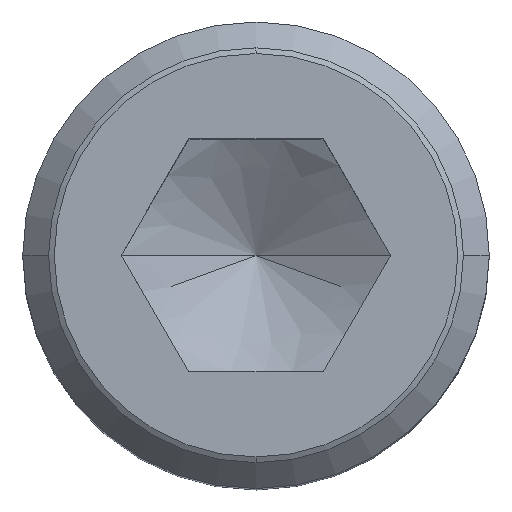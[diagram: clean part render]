
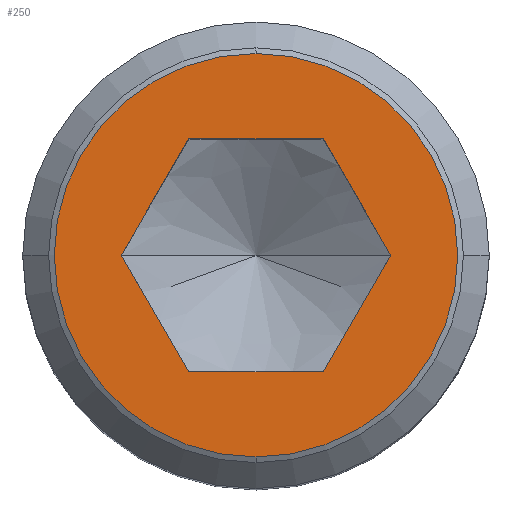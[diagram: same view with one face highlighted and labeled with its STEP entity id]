
A CAD part, top view. The second image highlights one B-rep face of the part: STEP entity #250.
In plain terms, the highlighted planar face has unit normal (0, 0, 1).
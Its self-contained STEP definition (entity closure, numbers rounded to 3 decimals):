
#134=VERTEX_POINT('',#352);
#144=EDGE_CURVE('',#206,#134,#363,.T.);
#170=VERTEX_POINT('',#392);
#172=EDGE_CURVE('',#170,#234,#394,.T.);
#176=VERTEX_POINT('',#398);
#180=EDGE_CURVE('',#176,#268,#402,.T.);
#206=VERTEX_POINT('',#432);
#210=EDGE_CURVE('',#268,#206,#437,.T.);
#234=VERTEX_POINT('',#463);
#238=VERTEX_POINT('',#467);
#244=VERTEX_POINT('',#474);
#250=ADVANCED_FACE('',(#480,#481),#482,.T.);
#252=EDGE_CURVE('',#238,#244,#484,.T.);
#268=VERTEX_POINT('',#502);
#278=EDGE_CURVE('',#134,#170,#513,.T.);
#308=EDGE_CURVE('',#234,#176,#547,.T.);
#310=EDGE_CURVE('',#244,#238,#549,.T.);
#352=CARTESIAN_POINT('',(3.464,6.,0.));
#363=LINE('',#609,#610);
#392=CARTESIAN_POINT('',(6.928,0.,0.));
#394=LINE('',#655,#656);
#398=CARTESIAN_POINT('',(-3.464,-6.,0.));
#402=LINE('',#669,#670);
#432=CARTESIAN_POINT('',(-3.464,6.,0.));
#437=LINE('',#721,#722);
#463=CARTESIAN_POINT('',(3.464,-6.,0.));
#467=CARTESIAN_POINT('',(0.,10.376,0.));
#474=CARTESIAN_POINT('',(0.,-10.376,0.));
#480=FACE_BOUND('',#775,.T.);
#481=FACE_OUTER_BOUND('',#776,.T.);
#482=PLANE('',#777);
#484=CIRCLE('',#780,10.376);
#502=CARTESIAN_POINT('',(-6.928,0.,0.));
#513=LINE('',#837,#838);
#547=LINE('',#885,#886);
#549=CIRCLE('',#889,10.376);
#609=CARTESIAN_POINT('',(1.732,6.,0.));
#610=VECTOR('',#942,1.0);
#655=CARTESIAN_POINT('',(4.33,-4.5,0.));
#656=VECTOR('',#974,1.0);
#669=CARTESIAN_POINT('',(-6.062,-1.5,0.));
#670=VECTOR('',#977,1.0);
#721=CARTESIAN_POINT('',(-4.33,4.5,0.));
#722=VECTOR('',#1029,1.0);
#775=EDGE_LOOP('',(#1070,#1071,#1072,#1073,#1074,#1075));
#776=EDGE_LOOP('',(#1076,#1077));
#777=AXIS2_PLACEMENT_3D('',#1078,#1079,#1080);
#780=AXIS2_PLACEMENT_3D('',#1081,#1082,#1083);
#837=CARTESIAN_POINT('',(6.062,1.5,0.));
#838=VECTOR('',#1119,1.0);
#885=CARTESIAN_POINT('',(-1.732,-6.,0.));
#886=VECTOR('',#1159,1.0);
#889=AXIS2_PLACEMENT_3D('',#1160,#1161,#1162);
#942=DIRECTION('',(1.0,0.0,0.0));
#974=DIRECTION('',(-0.5,-0.866,0.));
#977=DIRECTION('',(-0.5,0.866,0.));
#1029=DIRECTION('',(0.5,0.866,0.));
#1070=ORIENTED_EDGE('',*,*,#180,.T.);
#1071=ORIENTED_EDGE('',*,*,#210,.T.);
#1072=ORIENTED_EDGE('',*,*,#144,.T.);
#1073=ORIENTED_EDGE('',*,*,#278,.T.);
#1074=ORIENTED_EDGE('',*,*,#172,.T.);
#1075=ORIENTED_EDGE('',*,*,#308,.T.);
#1076=ORIENTED_EDGE('',*,*,#252,.T.);
#1077=ORIENTED_EDGE('',*,*,#310,.T.);
#1078=CARTESIAN_POINT('',(-8.715,0.,0.));
#1079=DIRECTION('',(0.0,0.0,1.0));
#1080=DIRECTION('',(-1.0,0.,0.0));
#1081=CARTESIAN_POINT('',(0.,0.,0.));
#1082=DIRECTION('',(0.0,0.0,1.0));
#1083=DIRECTION('',(0.,1.0,0.0));
#1119=DIRECTION('',(0.5,-0.866,0.));
#1159=DIRECTION('',(-1.0,0.0,0.0));
#1160=CARTESIAN_POINT('',(0.,0.,0.));
#1161=DIRECTION('',(0.0,0.0,1.0));
#1162=DIRECTION('',(0.,1.0,0.0));
